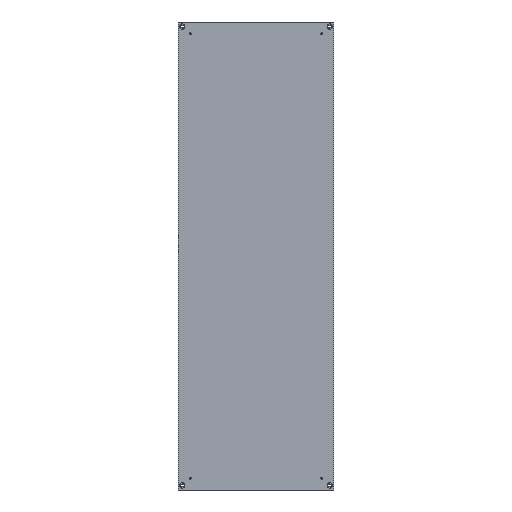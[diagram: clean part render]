
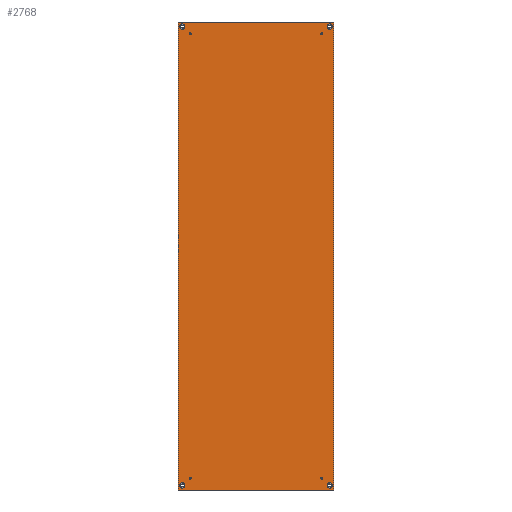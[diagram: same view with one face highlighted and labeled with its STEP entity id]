
A CAD part, front view. The second image highlights one B-rep face of the part: STEP entity #2768.
In plain terms, the highlighted planar face has unit normal (0, -1, 0).
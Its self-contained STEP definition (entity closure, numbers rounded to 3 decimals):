
#8 = FACE_BOUND ( 'NONE', #2507, .T. ) ;
#12 = ORIENTED_EDGE ( 'NONE', *, *, #857, .T. ) ;
#49 = EDGE_CURVE ( 'NONE', #657, #657, #706, .T. ) ;
#71 = VERTEX_POINT ( 'NONE', #557 ) ;
#82 = EDGE_CURVE ( 'NONE', #1101, #1101, #245, .T. ) ;
#90 = ORIENTED_EDGE ( 'NONE', *, *, #2084, .F. ) ;
#113 = DIRECTION ( 'NONE',  ( -1., 0., 0. ) ) ;
#161 = LINE ( 'NONE', #1413, #1190 ) ;
#180 = DIRECTION ( 'NONE',  ( 0., 1., 0. ) ) ;
#201 = ORIENTED_EDGE ( 'NONE', *, *, #1840, .T. ) ;
#217 = ORIENTED_EDGE ( 'NONE', *, *, #1959, .F. ) ;
#238 = DIRECTION ( 'NONE',  ( 0., -1., 0. ) ) ;
#245 = CIRCLE ( 'NONE', #1069, 4.5 ) ;
#248 = AXIS2_PLACEMENT_3D ( 'NONE', #371, #1027, #1640 ) ;
#260 = DIRECTION ( 'NONE',  ( 0., 1., 0. ) ) ;
#270 = ORIENTED_EDGE ( 'NONE', *, *, #82, .T. ) ;
#275 = CARTESIAN_POINT ( 'NONE',  ( 0., -2.5, 0. ) ) ;
#280 = VERTEX_POINT ( 'NONE', #716 ) ;
#289 = VERTEX_POINT ( 'NONE', #1160 ) ;
#316 = CARTESIAN_POINT ( 'NONE',  ( 327.998, -2.5, 1031.498 ) ) ;
#356 = CARTESIAN_POINT ( 'NONE',  ( -345., -2.5, 1040. ) ) ;
#371 = CARTESIAN_POINT ( 'NONE',  ( 327.998, -2.5, 1019.498 ) ) ;
#385 = CIRCLE ( 'NONE', #2810, 4.5 ) ;
#394 = FACE_BOUND ( 'NONE', #1985, .T. ) ;
#460 = CARTESIAN_POINT ( 'NONE',  ( -327.998, -2.5, -1019.498 ) ) ;
#483 = AXIS2_PLACEMENT_3D ( 'NONE', #2644, #2600, #2188 ) ;
#506 = VERTEX_POINT ( 'NONE', #1588 ) ;
#557 = CARTESIAN_POINT ( 'NONE',  ( -327.998, -2.5, -1007.498 ) ) ;
#594 = EDGE_CURVE ( 'NONE', #2278, #2332, #1052, .T. ) ;
#598 = ORIENTED_EDGE ( 'NONE', *, *, #49, .T. ) ;
#606 = ORIENTED_EDGE ( 'NONE', *, *, #1872, .F. ) ;
#628 = DIRECTION ( 'NONE',  ( -1., 0., 0. ) ) ;
#654 = CARTESIAN_POINT ( 'NONE',  ( 292.498, -2.5, -987.498 ) ) ;
#657 = VERTEX_POINT ( 'NONE', #1531 ) ;
#706 = CIRCLE ( 'NONE', #2303, 4.5 ) ;
#716 = CARTESIAN_POINT ( 'NONE',  ( 345., -2.5, -1040. ) ) ;
#760 = DIRECTION ( 'NONE',  ( 0., 1., 0. ) ) ;
#857 = EDGE_CURVE ( 'NONE', #1790, #1790, #2384, .T. ) ;
#879 = LINE ( 'NONE', #1757, #1711 ) ;
#906 = DIRECTION ( 'NONE',  ( 0., -1., 0. ) ) ;
#978 = DIRECTION ( 'NONE',  ( 0., 1., 0. ) ) ;
#1027 = DIRECTION ( 'NONE',  ( 0., -1., 0. ) ) ;
#1034 = DIRECTION ( 'NONE',  ( 1., 0., 0. ) ) ;
#1046 = DIRECTION ( 'NONE',  ( 1., 0., 0. ) ) ;
#1048 = VERTEX_POINT ( 'NONE', #2793 ) ;
#1052 = LINE ( 'NONE', #1137, #1344 ) ;
#1069 = AXIS2_PLACEMENT_3D ( 'NONE', #654, #180, #628 ) ;
#1101 = VERTEX_POINT ( 'NONE', #2423 ) ;
#1113 = DIRECTION ( 'NONE',  ( 0., 0., 1. ) ) ;
#1131 = FACE_BOUND ( 'NONE', #1133, .T. ) ;
#1133 = EDGE_LOOP ( 'NONE', ( #598 ) ) ;
#1137 = CARTESIAN_POINT ( 'NONE',  ( -345., -2.5, 0. ) ) ;
#1141 = CARTESIAN_POINT ( 'NONE',  ( 292.498, -2.5, 987.498 ) ) ;
#1145 = FACE_BOUND ( 'NONE', #1562, .T. ) ;
#1155 = EDGE_CURVE ( 'NONE', #1048, #280, #2401, .T. ) ;
#1160 = CARTESIAN_POINT ( 'NONE',  ( 327.998, -2.5, -1007.498 ) ) ;
#1161 = AXIS2_PLACEMENT_3D ( 'NONE', #1141, #978, #2311 ) ;
#1167 = EDGE_LOOP ( 'NONE', ( #2489, #90, #2818, #1380 ) ) ;
#1190 = VECTOR ( 'NONE', #1034, 1000. ) ;
#1344 = VECTOR ( 'NONE', #1928, 1000. ) ;
#1348 = ORIENTED_EDGE ( 'NONE', *, *, #2585, .F. ) ;
#1350 = DIRECTION ( 'NONE',  ( 0., 0., -1. ) ) ;
#1372 = EDGE_LOOP ( 'NONE', ( #270 ) ) ;
#1380 = ORIENTED_EDGE ( 'NONE', *, *, #2712, .F. ) ;
#1390 = CARTESIAN_POINT ( 'NONE',  ( -296.998, -2.5, -987.498 ) ) ;
#1413 = CARTESIAN_POINT ( 'NONE',  ( 0., -2.5, 1040. ) ) ;
#1430 = VERTEX_POINT ( 'NONE', #1390 ) ;
#1531 = CARTESIAN_POINT ( 'NONE',  ( -296.998, -2.5, 987.498 ) ) ;
#1562 = EDGE_LOOP ( 'NONE', ( #606 ) ) ;
#1588 = CARTESIAN_POINT ( 'NONE',  ( -327.998, -2.5, 1031.498 ) ) ;
#1640 = DIRECTION ( 'NONE',  ( 0., 0., 1. ) ) ;
#1693 = EDGE_LOOP ( 'NONE', ( #12 ) ) ;
#1694 = EDGE_CURVE ( 'NONE', #71, #71, #2434, .T. ) ;
#1711 = VECTOR ( 'NONE', #2631, 1000. ) ;
#1757 = CARTESIAN_POINT ( 'NONE',  ( 0., -2.5, -1040. ) ) ;
#1762 = FACE_OUTER_BOUND ( 'NONE', #1167, .T. ) ;
#1776 = FACE_BOUND ( 'NONE', #1693, .T. ) ;
#1778 = EDGE_LOOP ( 'NONE', ( #217 ) ) ;
#1790 = VERTEX_POINT ( 'NONE', #2661 ) ;
#1828 = CARTESIAN_POINT ( 'NONE',  ( 327.998, -2.5, -1019.498 ) ) ;
#1840 = EDGE_CURVE ( 'NONE', #1430, #1430, #385, .T. ) ;
#1847 = VECTOR ( 'NONE', #1350, 1000. ) ;
#1872 = EDGE_CURVE ( 'NONE', #2276, #2276, #2529, .T. ) ;
#1928 = DIRECTION ( 'NONE',  ( 0., 0., 1. ) ) ;
#1959 = EDGE_CURVE ( 'NONE', #506, #506, #2037, .T. ) ;
#1966 = CARTESIAN_POINT ( 'NONE',  ( 345., -2.5, 0. ) ) ;
#1985 = EDGE_LOOP ( 'NONE', ( #201 ) ) ;
#1993 = FACE_BOUND ( 'NONE', #1372, .T. ) ;
#2037 = CIRCLE ( 'NONE', #483, 12. ) ;
#2080 = DIRECTION ( 'NONE',  ( 0., 1., 0. ) ) ;
#2084 = EDGE_CURVE ( 'NONE', #280, #2278, #879, .T. ) ;
#2128 = CIRCLE ( 'NONE', #2349, 12. ) ;
#2130 = CARTESIAN_POINT ( 'NONE',  ( -345., -2.5, -1040. ) ) ;
#2170 = AXIS2_PLACEMENT_3D ( 'NONE', #460, #238, #1113 ) ;
#2188 = DIRECTION ( 'NONE',  ( 0., 0., 1. ) ) ;
#2222 = PLANE ( 'NONE',  #2785 ) ;
#2276 = VERTEX_POINT ( 'NONE', #316 ) ;
#2278 = VERTEX_POINT ( 'NONE', #2130 ) ;
#2289 = CARTESIAN_POINT ( 'NONE',  ( -292.498, -2.5, 987.498 ) ) ;
#2303 = AXIS2_PLACEMENT_3D ( 'NONE', #2289, #2080, #113 ) ;
#2311 = DIRECTION ( 'NONE',  ( -1., 0., 0. ) ) ;
#2332 = VERTEX_POINT ( 'NONE', #356 ) ;
#2349 = AXIS2_PLACEMENT_3D ( 'NONE', #1828, #906, #2699 ) ;
#2384 = CIRCLE ( 'NONE', #1161, 4.5 ) ;
#2401 = LINE ( 'NONE', #1966, #1847 ) ;
#2410 = FACE_BOUND ( 'NONE', #2456, .T. ) ;
#2423 = CARTESIAN_POINT ( 'NONE',  ( 287.998, -2.5, -987.498 ) ) ;
#2434 = CIRCLE ( 'NONE', #2170, 12. ) ;
#2456 = EDGE_LOOP ( 'NONE', ( #2673 ) ) ;
#2489 = ORIENTED_EDGE ( 'NONE', *, *, #594, .F. ) ;
#2500 = DIRECTION ( 'NONE',  ( -1., 0., 0. ) ) ;
#2507 = EDGE_LOOP ( 'NONE', ( #1348 ) ) ;
#2529 = CIRCLE ( 'NONE', #248, 12. ) ;
#2585 = EDGE_CURVE ( 'NONE', #289, #289, #2128, .T. ) ;
#2600 = DIRECTION ( 'NONE',  ( 0., -1., 0. ) ) ;
#2631 = DIRECTION ( 'NONE',  ( -1., 0., 0. ) ) ;
#2644 = CARTESIAN_POINT ( 'NONE',  ( -327.998, -2.5, 1019.498 ) ) ;
#2647 = FACE_BOUND ( 'NONE', #1778, .T. ) ;
#2661 = CARTESIAN_POINT ( 'NONE',  ( 287.998, -2.5, 987.498 ) ) ;
#2673 = ORIENTED_EDGE ( 'NONE', *, *, #1694, .F. ) ;
#2699 = DIRECTION ( 'NONE',  ( 0., 0., 1. ) ) ;
#2712 = EDGE_CURVE ( 'NONE', #2332, #1048, #161, .T. ) ;
#2719 = CARTESIAN_POINT ( 'NONE',  ( -292.498, -2.5, -987.498 ) ) ;
#2768 = ADVANCED_FACE ( 'NONE', ( #8, #1131, #2647, #1776, #1145, #394, #2410, #1993, #1762 ), #2222, .F. ) ;
#2785 = AXIS2_PLACEMENT_3D ( 'NONE', #275, #260, #1046 ) ;
#2793 = CARTESIAN_POINT ( 'NONE',  ( 345., -2.5, 1040. ) ) ;
#2810 = AXIS2_PLACEMENT_3D ( 'NONE', #2719, #760, #2500 ) ;
#2818 = ORIENTED_EDGE ( 'NONE', *, *, #1155, .F. ) ;
